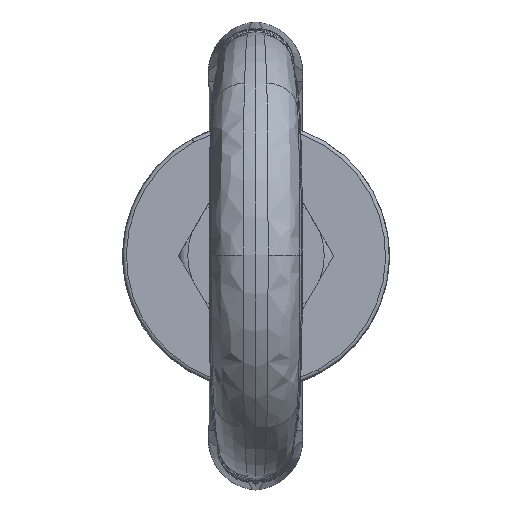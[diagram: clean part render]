
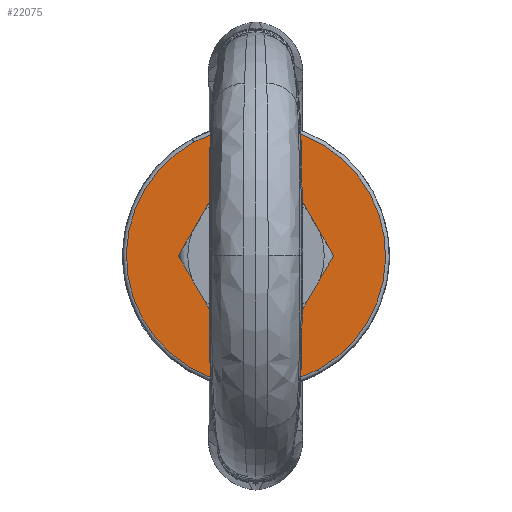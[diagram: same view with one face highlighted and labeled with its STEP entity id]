
A CAD part, top view. The second image highlights one B-rep face of the part: STEP entity #22075.
In plain terms, the highlighted planar face has unit normal (0, 0, 1).
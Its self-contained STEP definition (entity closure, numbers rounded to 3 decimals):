
#21919=CARTESIAN_POINT('Vertex',(-16.66,30.496,-6.)) ;
#21935=CARTESIAN_POINT('Vertex',(16.66,-30.496,-6.)) ;
#21938=CARTESIAN_POINT('Axis2P3D Location',(0.,0.,-6.)) ;
#21960=CARTESIAN_POINT('Axis2P3D Location',(0.,0.,-6.)) ;
#22066=CARTESIAN_POINT('Axis2P3D Location',(0.,-35.75,-6.)) ;
#21939=DIRECTION('Axis2P3D Direction',(0.,-0.,1.)) ;
#21961=DIRECTION('Axis2P3D Direction',(0.,0.,1.)) ;
#22067=DIRECTION('Axis2P3D Direction',(0.,0.,1.)) ;
#22068=DIRECTION('Axis2P3D XDirection',(1.,0.,0.)) ;
#21940=AXIS2_PLACEMENT_3D('Circle Axis2P3D',#21938,#21939,$) ;
#21962=AXIS2_PLACEMENT_3D('Circle Axis2P3D',#21960,#21961,$) ;
#22069=AXIS2_PLACEMENT_3D('Plane Axis2P3D',#22066,#22067,#22068) ;
#22072=ORIENTED_EDGE('',*,*,#21964,.T.) ;
#22073=ORIENTED_EDGE('',*,*,#21942,.T.) ;
#22075=ADVANCED_FACE('YK8231-053C-M',(#22074),#22070,.T.) ;
#21941=CIRCLE('generated circle',#21940,34.75) ;
#21963=CIRCLE('generated circle',#21962,34.75) ;
#21942=EDGE_CURVE('',#21920,#21936,#21941,.T.) ;
#21964=EDGE_CURVE('',#21936,#21920,#21963,.T.) ;
#22071=EDGE_LOOP('',(#22072,#22073)) ;
#22074=FACE_OUTER_BOUND('',#22071,.T.) ;
#22070=PLANE('',#22069) ;
#21920=VERTEX_POINT('',#21919) ;
#21936=VERTEX_POINT('',#21935) ;
